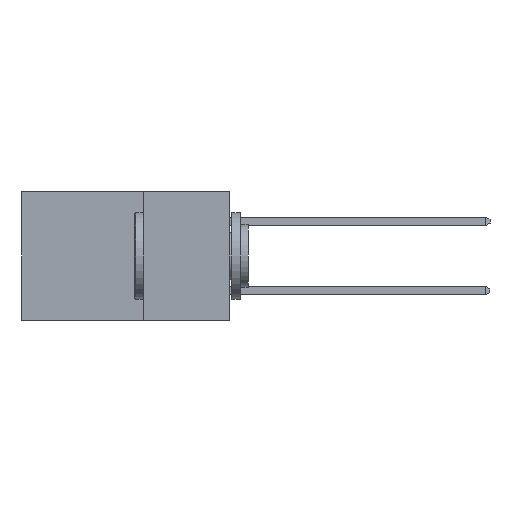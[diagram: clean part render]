
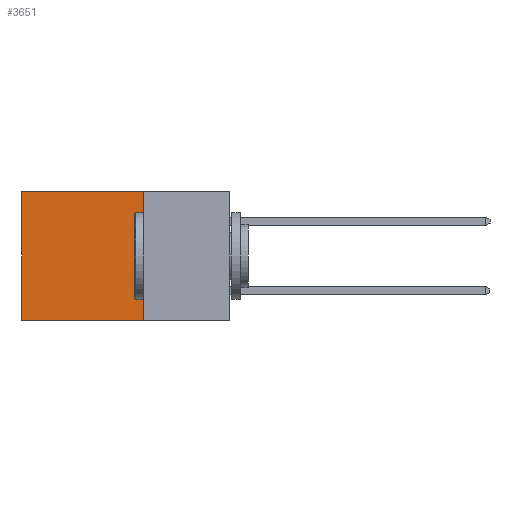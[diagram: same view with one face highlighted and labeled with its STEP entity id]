
A CAD part, left-side view. The second image highlights one B-rep face of the part: STEP entity #3651.
In plain terms, the highlighted planar face has unit normal (-1, 0, 0).
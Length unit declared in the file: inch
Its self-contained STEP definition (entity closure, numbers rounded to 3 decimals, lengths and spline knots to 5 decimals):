
#1707 = FACE_OUTER_BOUND ( 'NONE', #3452, .T. ) ;
#1926 = CARTESIAN_POINT ( 'NONE',  ( 0.298, 0.6, 0. ) ) ;
#2690 = LINE ( 'NONE', #1926, #15576 ) ;
#3020 = VERTEX_POINT ( 'NONE', #7993 ) ;
#3078 = CARTESIAN_POINT ( 'NONE',  ( 0.298, 0.25, -0.37 ) ) ;
#3204 = DIRECTION ( 'NONE',  ( 0., 1., 0. ) ) ;
#3452 = EDGE_LOOP ( 'NONE', ( #4082, #10614, #7123, #15421 ) ) ;
#3651 = ADVANCED_FACE ( 'NONE', ( #1707 ), #12486, .F. ) ;
#3811 = VECTOR ( 'NONE', #14730, 39.37008 ) ;
#4082 = ORIENTED_EDGE ( 'NONE', *, *, #12998, .T. ) ;
#4429 = DIRECTION ( 'NONE',  ( 0., 0., -1. ) ) ;
#5015 = CARTESIAN_POINT ( 'NONE',  ( 0.298, 0.25, 0. ) ) ;
#5230 = DIRECTION ( 'NONE',  ( 0., 0., -1. ) ) ;
#5783 = AXIS2_PLACEMENT_3D ( 'NONE', #12476, #12176, #12144 ) ;
#6194 = CARTESIAN_POINT ( 'NONE',  ( 0.298, 0.6, -0.37 ) ) ;
#6321 = VERTEX_POINT ( 'NONE', #6194 ) ;
#6924 = VERTEX_POINT ( 'NONE', #8992 ) ;
#7123 = ORIENTED_EDGE ( 'NONE', *, *, #14939, .F. ) ;
#7832 = LINE ( 'NONE', #5015, #3811 ) ;
#7993 = CARTESIAN_POINT ( 'NONE',  ( 0.298, 0.25, -0.37 ) ) ;
#8231 = EDGE_CURVE ( 'NONE', #3020, #6321, #8277, .T. ) ;
#8277 = LINE ( 'NONE', #3078, #14355 ) ;
#8992 = CARTESIAN_POINT ( 'NONE',  ( 0.298, 0.25, 0. ) ) ;
#10614 = ORIENTED_EDGE ( 'NONE', *, *, #8231, .F. ) ;
#11285 = VERTEX_POINT ( 'NONE', #14667 ) ;
#12144 = DIRECTION ( 'NONE',  ( 0., 0., -1. ) ) ;
#12176 = DIRECTION ( 'NONE',  ( 1., 0., 0. ) ) ;
#12476 = CARTESIAN_POINT ( 'NONE',  ( 0.298, 0.25, 0. ) ) ;
#12486 = PLANE ( 'NONE',  #5783 ) ;
#12525 = CARTESIAN_POINT ( 'NONE',  ( 0.298, 0.25, 0. ) ) ;
#12675 = EDGE_CURVE ( 'NONE', #6924, #11285, #7832, .T. ) ;
#12891 = LINE ( 'NONE', #12525, #15328 ) ;
#12998 = EDGE_CURVE ( 'NONE', #11285, #6321, #2690, .T. ) ;
#14355 = VECTOR ( 'NONE', #3204, 39.37008 ) ;
#14667 = CARTESIAN_POINT ( 'NONE',  ( 0.298, 0.6, 0. ) ) ;
#14730 = DIRECTION ( 'NONE',  ( 0., 1., 0. ) ) ;
#14939 = EDGE_CURVE ( 'NONE', #6924, #3020, #12891, .T. ) ;
#15328 = VECTOR ( 'NONE', #5230, 39.37008 ) ;
#15421 = ORIENTED_EDGE ( 'NONE', *, *, #12675, .T. ) ;
#15576 = VECTOR ( 'NONE', #4429, 39.37008 ) ;
